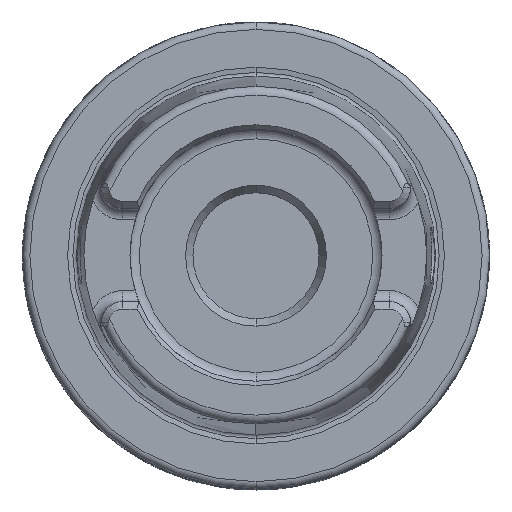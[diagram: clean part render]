
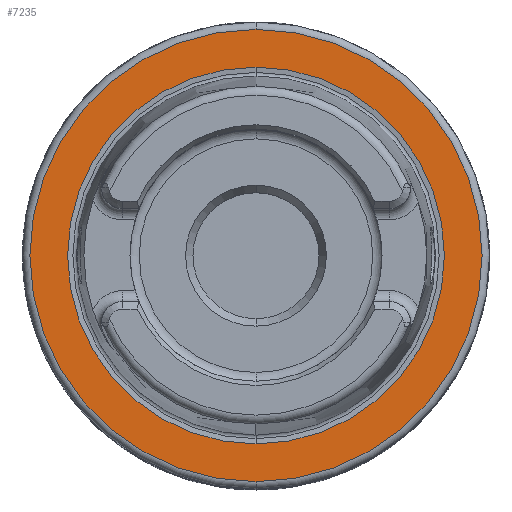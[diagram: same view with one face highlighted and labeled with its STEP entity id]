
A CAD part, top view. The second image highlights one B-rep face of the part: STEP entity #7235.
In plain terms, the highlighted planar face has unit normal (0, 0, 1).
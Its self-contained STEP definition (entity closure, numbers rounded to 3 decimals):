
#1264=CARTESIAN_POINT('',(0,0,26));
#1265=DIRECTION('',(0,0,-1));
#1266=DIRECTION('',(0,1,0));
#1267=AXIS2_PLACEMENT_3D('',#1264,#1265,#1266);
#1277=CARTESIAN_POINT('',(0,0,26));
#1278=DIRECTION('',(0,0,1));
#1279=DIRECTION('',(0,1,0));
#1280=AXIS2_PLACEMENT_3D('',#1277,#1278,#1279);
#1282=CARTESIAN_POINT('',(0,0,26));
#1283=DIRECTION('',(0,0,1));
#1284=DIRECTION('',(0,1,0));
#1285=AXIS2_PLACEMENT_3D('',#1282,#1283,#1284);
#1287=CARTESIAN_POINT('',(0,0,26));
#1288=DIRECTION('',(0,0,1));
#1289=DIRECTION('',(0,-1,0));
#1290=AXIS2_PLACEMENT_3D('',#1287,#1288,#1289);
#5121=CARTESIAN_POINT('',(0,25.409,26));
#5123=VERTEX_POINT('',#5121);
#5157=CARTESIAN_POINT('',(0,-25.409,26));
#5159=VERTEX_POINT('',#5157);
#5223=CARTESIAN_POINT('',(0,30.5,26));
#5224=CARTESIAN_POINT('',(0,-30.5,26));
#5225=VERTEX_POINT('',#5223);
#5226=VERTEX_POINT('',#5224);
#7220=CARTESIAN_POINT('',(0,0,26));
#7221=DIRECTION('',(0,0,-1));
#7222=DIRECTION('',(0,-1,0));
#7223=AXIS2_PLACEMENT_3D('',#7220,#7221,#7222);
#7224=PLANE('',#7223);
#7226=ORIENTED_EDGE('',*,*,#7225,.F.);
#7228=ORIENTED_EDGE('',*,*,#7227,.F.);
#7229=EDGE_LOOP('',(#7226,#7228));
#7230=FACE_OUTER_BOUND('',#7229,.F.);
#7231=ORIENTED_EDGE('',*,*,#7215,.T.);
#7232=ORIENTED_EDGE('',*,*,#7199,.F.);
#7233=EDGE_LOOP('',(#7231,#7232));
#7234=FACE_BOUND('',#7233,.F.);
#7235=ADVANCED_FACE('',(#7230,#7234),#7224,.F.);
#1268=CIRCLE('',#1267,25.409);
#1281=CIRCLE('',#1280,25.409);
#1286=CIRCLE('',#1285,30.5);
#1291=CIRCLE('',#1290,30.5);
#7199=EDGE_CURVE('',#5123,#5159,#1268,.T.);
#7215=EDGE_CURVE('',#5123,#5159,#1281,.T.);
#7225=EDGE_CURVE('',#5225,#5226,#1286,.T.);
#7227=EDGE_CURVE('',#5226,#5225,#1291,.T.);
